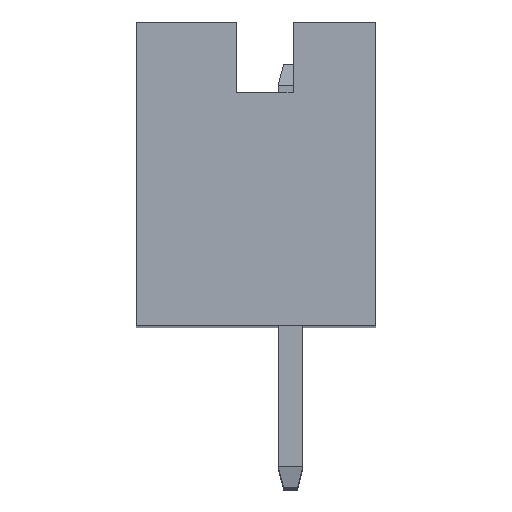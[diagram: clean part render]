
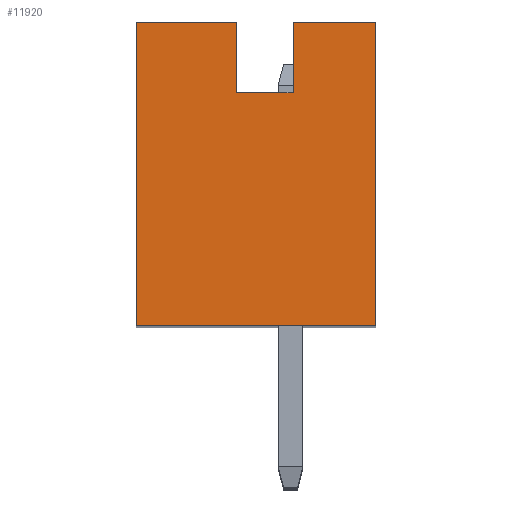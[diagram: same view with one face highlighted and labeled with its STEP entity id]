
A CAD part, top view. The second image highlights one B-rep face of the part: STEP entity #11920.
In plain terms, the highlighted planar face has unit normal (0, 0, 1).
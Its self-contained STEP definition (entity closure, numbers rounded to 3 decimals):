
#1400=CARTESIAN_POINT('',(0.008,2.77,2.7));
#1410=VERTEX_POINT('',#1400);
#1440=CARTESIAN_POINT('',(0.008,0.,2.7)
);
#1450=DIRECTION('',(0.,1.,0.));
#1460=VECTOR('',#1450,1.);
#1470=LINE('',#1440,#1460);
#1480=CARTESIAN_POINT('',(0.008,1.77,2.7));
#1490=VERTEX_POINT('',#1480);
#1500=EDGE_CURVE('',#1490,#1410,#1470,.T.);
#2430=CARTESIAN_POINT('',(-0.792,1.77,2.7));
#2440=VERTEX_POINT('',#2430);
#2470=CARTESIAN_POINT('',(-0.792,2.77,2.7));
#2480=DIRECTION('',(0.,-1.,0.));
#2490=VECTOR('',#2480,1.);
#2500=LINE('',#2470,#2490);
#2510=CARTESIAN_POINT('',(-0.792,2.77,2.7));
#2520=VERTEX_POINT('',#2510);
#2530=EDGE_CURVE('',#2520,#2440,#2500,.T.);
#3830=CARTESIAN_POINT('',(1.183,2.77,2.7));
#3840=VERTEX_POINT('',#3830);
#3870=CARTESIAN_POINT('',(0.108,2.77,2.7));
#3880=DIRECTION('',(-1.,0.,0.));
#3890=VECTOR('',#3880,1.);
#3900=LINE('',#3870,#3890);
#3910=EDGE_CURVE('',#3840,#1410,#3900,.T.);
#4180=CARTESIAN_POINT('',(0.,2.77,2.7));
#4190=DIRECTION('',(1.,0.,0.));
#4200=VECTOR('',#4190,1.);
#4210=LINE('',#4180,#4200);
#4220=CARTESIAN_POINT('',(-2.217,2.77,2.7));
#4230=VERTEX_POINT('',#4220);
#4240=EDGE_CURVE('',#4230,#2520,#4210,.T.);
#9410=CARTESIAN_POINT('',(0.,-1.53,2.7));
#9420=DIRECTION('',(1.,0.,0.));
#9430=VECTOR('',#9420,1.);
#9440=LINE('',#9410,#9430);
#9450=CARTESIAN_POINT('',(-2.217,-1.53,2.7));
#9460=VERTEX_POINT('',#9450);
#9470=CARTESIAN_POINT('',(1.183,-1.53,2.7));
#9480=VERTEX_POINT('',#9470);
#9490=EDGE_CURVE('',#9460,#9480,#9440,.T.);
#11050=CARTESIAN_POINT('',(1.183,0.,2.7));
#11060=DIRECTION('',(0.,1.,0.));
#11070=VECTOR('',#11060,1.);
#11080=LINE('',#11050,#11070);
#11090=EDGE_CURVE('',#9480,#3840,#11080,.T.);
#11620=CARTESIAN_POINT('',(0.,1.77,2.7));
#11630=DIRECTION('',(1.,0.,0.));
#11640=VECTOR('',#11630,1.);
#11650=LINE('',#11620,#11640);
#11660=EDGE_CURVE('',#2440,#1490,#11650,.T.);
#11720=CARTESIAN_POINT('',(-0.318,-2.272,2.7));
#11730=DIRECTION('',(0.,0.,1.));
#11740=DIRECTION('',(1.,0.,0.));
#11750=AXIS2_PLACEMENT_3D('',#11720,#11730,#11740);
#11760=PLANE('',#11750);
#11770=CARTESIAN_POINT('',(-2.217,0.,2.7));
#11780=DIRECTION('',(0.,1.,0.));
#11790=VECTOR('',#11780,1.);
#11800=LINE('',#11770,#11790);
#11810=EDGE_CURVE('',#9460,#4230,#11800,.T.);
#11820=ORIENTED_EDGE('',*,*,#11810,.F.);
#11830=ORIENTED_EDGE('',*,*,#4240,.F.);
#11840=ORIENTED_EDGE('',*,*,#2530,.F.);
#11850=ORIENTED_EDGE('',*,*,#11660,.F.);
#11860=ORIENTED_EDGE('',*,*,#1500,.F.);
#11870=ORIENTED_EDGE('',*,*,#3910,.T.);
#11880=ORIENTED_EDGE('',*,*,#11090,.T.);
#11890=ORIENTED_EDGE('',*,*,#9490,.T.);
#11900=EDGE_LOOP('',(#11890,#11880,#11870,#11860,#11850,#11840,#11830,
#11820));
#11910=FACE_OUTER_BOUND('',#11900,.T.);
#11920=ADVANCED_FACE('',(#11910),#11760,.T.);
